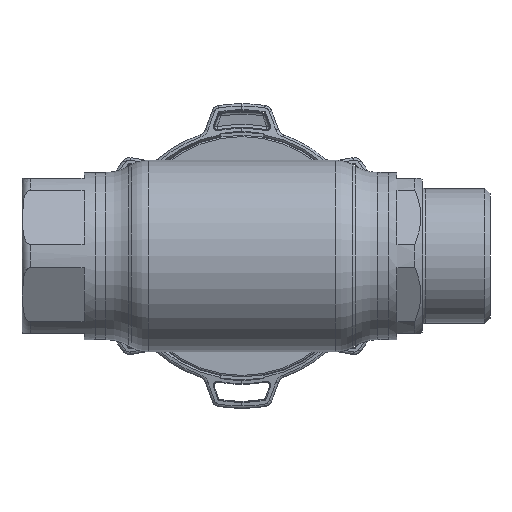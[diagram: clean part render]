
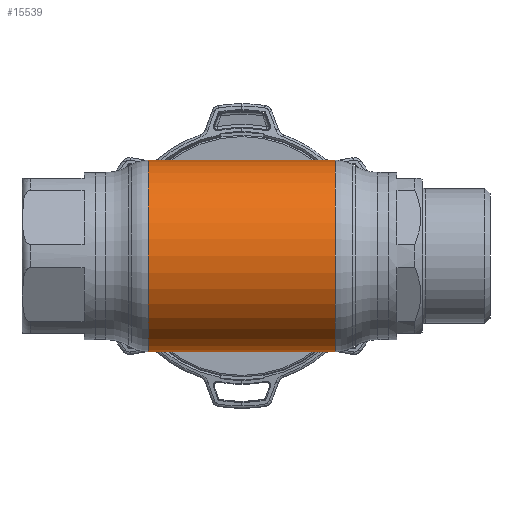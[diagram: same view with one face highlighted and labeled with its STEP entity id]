
A CAD part, front view. The second image highlights one B-rep face of the part: STEP entity #15539.
In plain terms, the highlighted cylindrical face has radius 34 mm (diameter 68 mm), a partial arc.
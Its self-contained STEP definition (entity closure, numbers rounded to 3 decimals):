
#1192 = EDGE_LOOP ( 'NONE', ( #12945, #22962, #4405, #30249 ) ) ;
#2721 = AXIS2_PLACEMENT_3D ( 'NONE', #4752, #15097, #7608 ) ;
#3177 = DIRECTION ( 'NONE',  ( 0., 0., 1. ) ) ;
#3963 = CARTESIAN_POINT ( 'NONE',  ( 33.177, 0., 34. ) ) ;
#4405 = ORIENTED_EDGE ( 'NONE', *, *, #24962, .T. ) ;
#4739 = DIRECTION ( 'NONE',  ( -1., 0., 0. ) ) ;
#4752 = CARTESIAN_POINT ( 'NONE',  ( -33.177, 0., 0. ) ) ;
#4807 = CYLINDRICAL_SURFACE ( 'NONE', #14181, 34. ) ;
#5633 = VERTEX_POINT ( 'NONE', #18013 ) ;
#7608 = DIRECTION ( 'NONE',  ( 0., 0., 1. ) ) ;
#9972 = DIRECTION ( 'NONE',  ( -1., 0., 0. ) ) ;
#11414 = EDGE_CURVE ( 'NONE', #13151, #5633, #17316, .T. ) ;
#12493 = LINE ( 'NONE', #33103, #17734 ) ;
#12598 = FACE_OUTER_BOUND ( 'NONE', #1192, .T. ) ;
#12876 = AXIS2_PLACEMENT_3D ( 'NONE', #16046, #13481, #3177 ) ;
#12916 = DIRECTION ( 'NONE',  ( 0., 0., 1. ) ) ;
#12945 = ORIENTED_EDGE ( 'NONE', *, *, #32812, .F. ) ;
#13151 = VERTEX_POINT ( 'NONE', #15813 ) ;
#13481 = DIRECTION ( 'NONE',  ( -1., 0., 0. ) ) ;
#13845 = VERTEX_POINT ( 'NONE', #3963 ) ;
#14181 = AXIS2_PLACEMENT_3D ( 'NONE', #25948, #15482, #12916 ) ;
#14759 = VECTOR ( 'NONE', #4739, 1000. ) ;
#14922 = LINE ( 'NONE', #17276, #14759 ) ;
#15097 = DIRECTION ( 'NONE',  ( -1., 0., 0. ) ) ;
#15482 = DIRECTION ( 'NONE',  ( -1., 0., 0. ) ) ;
#15539 = ADVANCED_FACE ( 'NONE', ( #12598 ), #4807, .T. ) ;
#15813 = CARTESIAN_POINT ( 'NONE',  ( -33.177, 0., -34. ) ) ;
#15936 = VERTEX_POINT ( 'NONE', #18135 ) ;
#16046 = CARTESIAN_POINT ( 'NONE',  ( 33.177, 0., 0. ) ) ;
#17276 = CARTESIAN_POINT ( 'NONE',  ( -62.69, 0., 34. ) ) ;
#17316 = CIRCLE ( 'NONE', #2721, 34. ) ;
#17734 = VECTOR ( 'NONE', #9972, 1000. ) ;
#18013 = CARTESIAN_POINT ( 'NONE',  ( -33.177, 0., 34. ) ) ;
#18135 = CARTESIAN_POINT ( 'NONE',  ( 33.177, 0., -34. ) ) ;
#18647 = EDGE_CURVE ( 'NONE', #15936, #13845, #27458, .T. ) ;
#22962 = ORIENTED_EDGE ( 'NONE', *, *, #18647, .T. ) ;
#24962 = EDGE_CURVE ( 'NONE', #13845, #5633, #14922, .T. ) ;
#25948 = CARTESIAN_POINT ( 'NONE',  ( -62.69, 0., 0. ) ) ;
#27458 = CIRCLE ( 'NONE', #12876, 34. ) ;
#30249 = ORIENTED_EDGE ( 'NONE', *, *, #11414, .F. ) ;
#32812 = EDGE_CURVE ( 'NONE', #15936, #13151, #12493, .T. ) ;
#33103 = CARTESIAN_POINT ( 'NONE',  ( -62.69, 0., -34. ) ) ;
